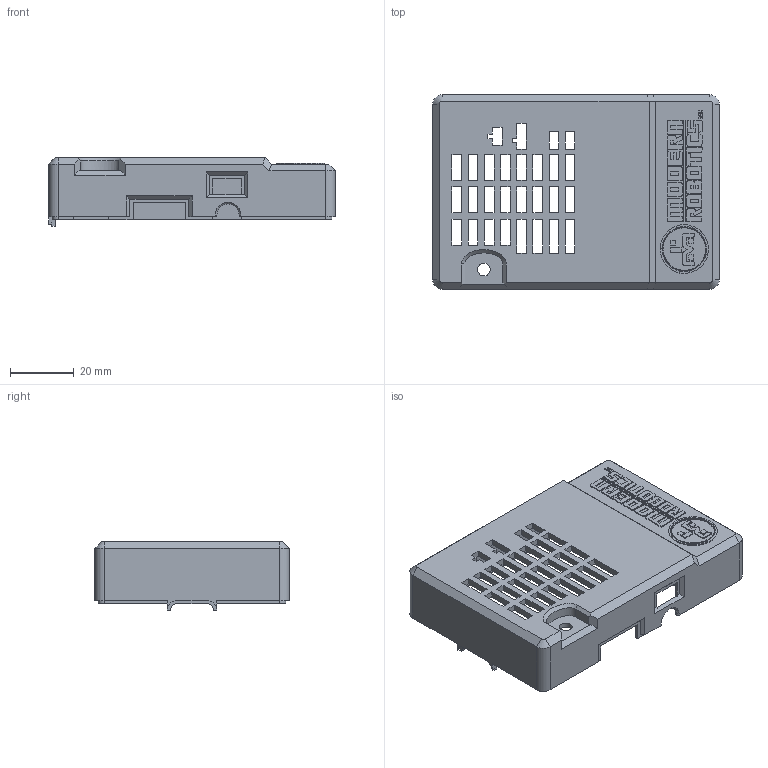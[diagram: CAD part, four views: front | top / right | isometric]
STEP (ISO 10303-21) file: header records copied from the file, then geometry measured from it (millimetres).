
FILE_DESCRIPTION(/* description */ (''),/* implementation_level */ '2;1');
FILE_NAME(/* name */ '(45-0004) MRI Logo.stp',/* time_stamp */ '2017-05-08T09:34:34-04:00',/* author */ ('Justin'),/* organization */ (''),/* preprocessor_version */ 'ST-DEVELOPER v15.6',/* originating_system */ 'Autodesk Inventor 2015',/* authorisation */ '');
FILE_SCHEMA (('CONFIG_CONTROL_DESIGN'));
Length unit declared in the file: millimetre
Products named in the file (1): (45-0004) MRI Logo
Bounding box: 90 x 61 x 21.5 mm (x, y, z)
Volume: 18157.1 mm3; surface area: 20734.6 mm2
Topology: 1 solids, 1 shells, 817 faces, 2301 edges, 1522 vertices
Faces by surface type: plane 480, bspline 291, cylinder 30, cone 11, torus 5
Full cylindrical faces by diameter (mm): 1.9 x4, 4 x1
Entity records: 28195 total; most frequent: CARTESIAN_POINT 8950, ORIENTED_EDGE 4592, DIRECTION 2829, EDGE_CURVE 2296, LINE 1605, VECTOR 1605, VERTEX_POINT 1522, EDGE_LOOP 918
